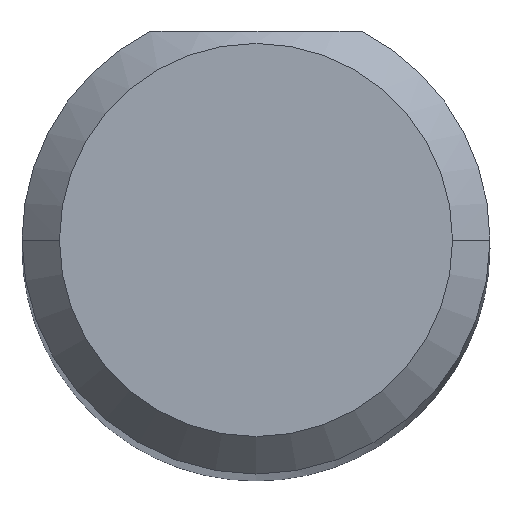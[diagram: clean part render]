
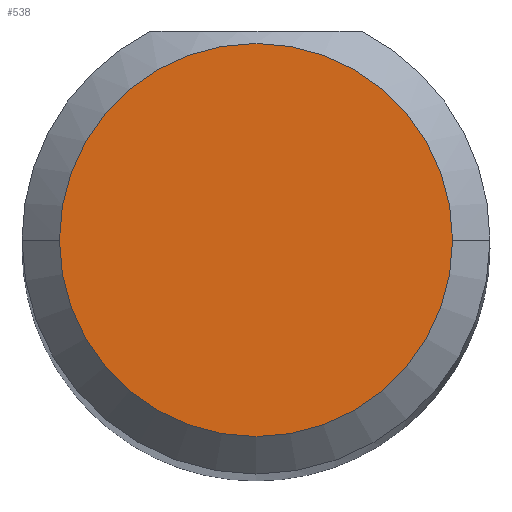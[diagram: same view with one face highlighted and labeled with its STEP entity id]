
A CAD part, top view. The second image highlights one B-rep face of the part: STEP entity #538.
In plain terms, the highlighted planar face has unit normal (0, 0, 1).
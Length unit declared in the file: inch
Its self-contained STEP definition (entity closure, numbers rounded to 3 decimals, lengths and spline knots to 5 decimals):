
#2 = ORIENTED_EDGE ( 'NONE', *, *, #257, .T. ) ;
#49 = DIRECTION ( 'NONE',  ( 1., 0., 0. ) ) ;
#55 = PLANE ( 'NONE',  #216 ) ;
#163 = EDGE_LOOP ( 'NONE', ( #334, #2 ) ) ;
#187 = CARTESIAN_POINT ( 'NONE',  ( -0.07875, 0., 2. ) ) ;
#191 = CARTESIAN_POINT ( 'NONE',  ( 0., 0., 2. ) ) ;
#198 = DIRECTION ( 'NONE',  ( 1., 0., 0. ) ) ;
#216 = AXIS2_PLACEMENT_3D ( 'NONE', #503, #229, #235 ) ;
#229 = DIRECTION ( 'NONE',  ( 0., 0., 1. ) ) ;
#235 = DIRECTION ( 'NONE',  ( 1., 0., 0. ) ) ;
#257 = EDGE_CURVE ( 'NONE', #358, #428, #392, .T. ) ;
#334 = ORIENTED_EDGE ( 'NONE', *, *, #525, .T. ) ;
#358 = VERTEX_POINT ( 'NONE', #532 ) ;
#359 = AXIS2_PLACEMENT_3D ( 'NONE', #567, #493, #49 ) ;
#377 = FACE_OUTER_BOUND ( 'NONE', #163, .T. ) ;
#392 = CIRCLE ( 'NONE', #359, 0.07875 ) ;
#428 = VERTEX_POINT ( 'NONE', #187 ) ;
#444 = AXIS2_PLACEMENT_3D ( 'NONE', #191, #501, #198 ) ;
#493 = DIRECTION ( 'NONE',  ( 0., 0., 1. ) ) ;
#499 = CIRCLE ( 'NONE', #444, 0.07875 ) ;
#501 = DIRECTION ( 'NONE',  ( 0., 0., 1. ) ) ;
#503 = CARTESIAN_POINT ( 'NONE',  ( 0., 0., 2. ) ) ;
#525 = EDGE_CURVE ( 'NONE', #428, #358, #499, .T. ) ;
#532 = CARTESIAN_POINT ( 'NONE',  ( 0.07875, 0., 2. ) ) ;
#538 = ADVANCED_FACE ( 'NONE', ( #377 ), #55, .T. ) ;
#567 = CARTESIAN_POINT ( 'NONE',  ( 0., 0., 2. ) ) ;
